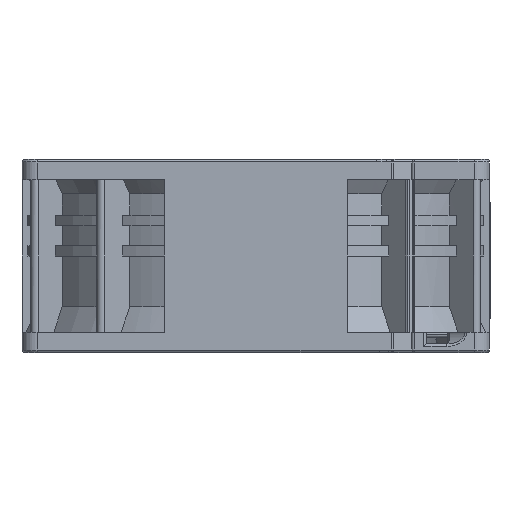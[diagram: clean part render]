
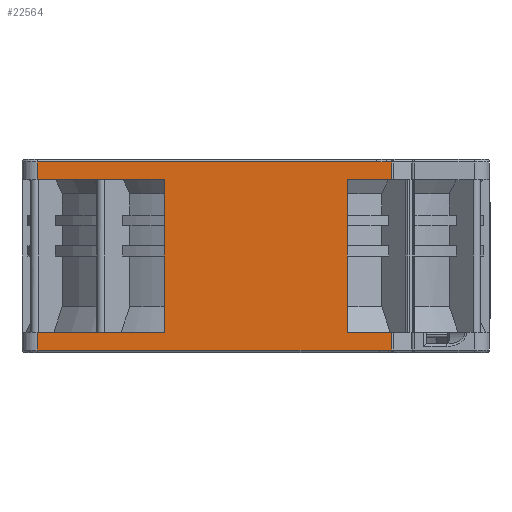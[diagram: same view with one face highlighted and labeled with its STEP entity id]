
A CAD part, left-side view. The second image highlights one B-rep face of the part: STEP entity #22564.
In plain terms, the highlighted planar face has unit normal (-1, 0, 0).
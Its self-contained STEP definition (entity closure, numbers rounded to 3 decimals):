
#1926=DIRECTION('',(0.,-1.,0.));
#1927=VECTOR('',#1926,25.);
#1928=CARTESIAN_POINT('',(-46.,43.,13.2));
#1929=LINE('',#1928,#1927);
#1930=DIRECTION('',(0.,-1.,0.));
#1931=VECTOR('',#1930,8.805);
#1932=CARTESIAN_POINT('',(-46.,-18.,13.2));
#1933=LINE('',#1932,#1931);
#1934=DIRECTION('',(0.,0.,1.));
#1935=VECTOR('',#1934,30.);
#1936=CARTESIAN_POINT('',(-46.,-18.,-16.8));
#1937=LINE('',#1936,#1935);
#1938=DIRECTION('',(0.,1.,0.));
#1939=VECTOR('',#1938,8.805);
#1940=CARTESIAN_POINT('',(-46.,-26.805,-16.8));
#1941=LINE('',#1940,#1939);
#1942=DIRECTION('',(0.,1.,0.));
#1943=VECTOR('',#1942,25.);
#1944=CARTESIAN_POINT('',(-46.,18.,-16.8));
#1945=LINE('',#1944,#1943);
#1946=DIRECTION('',(0.,0.,-1.));
#1947=VECTOR('',#1946,30.);
#1948=CARTESIAN_POINT('',(-46.,18.,13.2));
#1949=LINE('',#1948,#1947);
#3986=DIRECTION('',(0.,1.,0.));
#3987=VECTOR('',#3986,67.3);
#3988=CARTESIAN_POINT('',(-46.,-24.3,-20.3));
#3989=LINE('',#3988,#3987);
#3999=DIRECTION('',(0.,1.,0.));
#4000=VECTOR('',#3999,1.9);
#4001=CARTESIAN_POINT('',(-46.,-26.2,-20.3));
#4002=LINE('',#4001,#4000);
#4012=DIRECTION('',(0.,1.,0.));
#4013=VECTOR('',#4012,0.605);
#4014=CARTESIAN_POINT('',(-46.,-26.805,-20.3));
#4015=LINE('',#4014,#4013);
#4050=DIRECTION('',(0.,0.,-1.));
#4051=VECTOR('',#4050,3.5);
#4052=CARTESIAN_POINT('',(-46.,-26.805,-16.8));
#4053=LINE('',#4052,#4051);
#4062=DIRECTION('',(0.,0.,1.));
#4063=VECTOR('',#4062,3.5);
#4064=CARTESIAN_POINT('',(-46.,43.,-20.3));
#4065=LINE('',#4064,#4063);
#5469=DIRECTION('',(0.,-1.,0.));
#5470=VECTOR('',#5469,66.8);
#5471=CARTESIAN_POINT('',(-46.,43.,16.7));
#5472=LINE('',#5471,#5470);
#5477=DIRECTION('',(0.,-1.,0.));
#5478=VECTOR('',#5477,1.9);
#5479=CARTESIAN_POINT('',(-46.,-23.8,16.7));
#5480=LINE('',#5479,#5478);
#5490=DIRECTION('',(0.,-1.,0.));
#5491=VECTOR('',#5490,1.105);
#5492=CARTESIAN_POINT('',(-46.,-25.7,16.7));
#5493=LINE('',#5492,#5491);
#5522=DIRECTION('',(0.,0.,-1.));
#5523=VECTOR('',#5522,3.5);
#5524=CARTESIAN_POINT('',(-46.,-26.805,16.7));
#5525=LINE('',#5524,#5523);
#5534=DIRECTION('',(0.,0.,1.));
#5535=VECTOR('',#5534,3.5);
#5536=CARTESIAN_POINT('',(-46.,43.,13.2));
#5537=LINE('',#5536,#5535);
#17058=CARTESIAN_POINT('',(-46.,-26.805,-16.8));
#17059=CARTESIAN_POINT('',(-46.,-18.,-16.8));
#17060=VERTEX_POINT('',#17058);
#17061=VERTEX_POINT('',#17059);
#17615=CARTESIAN_POINT('',(-46.,18.,-16.8));
#17616=CARTESIAN_POINT('',(-46.,43.,-16.8));
#17617=VERTEX_POINT('',#17615);
#17618=VERTEX_POINT('',#17616);
#17619=CARTESIAN_POINT('',(-46.,-26.2,-20.3));
#17620=CARTESIAN_POINT('',(-46.,-24.3,-20.3));
#17621=VERTEX_POINT('',#17619);
#17622=VERTEX_POINT('',#17620);
#17623=CARTESIAN_POINT('',(-46.,-26.805,-20.3));
#17624=VERTEX_POINT('',#17623);
#17627=CARTESIAN_POINT('',(-46.,43.,-20.3));
#17628=VERTEX_POINT('',#17627);
#17629=CARTESIAN_POINT('',(-46.,43.,13.2));
#17630=CARTESIAN_POINT('',(-46.,18.,13.2));
#17631=VERTEX_POINT('',#17629);
#17632=VERTEX_POINT('',#17630);
#19317=CARTESIAN_POINT('',(-46.,-26.805,16.7));
#19318=VERTEX_POINT('',#19317);
#19322=CARTESIAN_POINT('',(-46.,43.,16.7));
#19324=VERTEX_POINT('',#19322);
#19349=CARTESIAN_POINT('',(-46.,-26.805,13.2));
#19350=VERTEX_POINT('',#19349);
#19391=CARTESIAN_POINT('',(-46.,-18.,13.2));
#19392=VERTEX_POINT('',#19391);
#19393=CARTESIAN_POINT('',(-46.,-25.7,16.7));
#19394=VERTEX_POINT('',#19393);
#19395=CARTESIAN_POINT('',(-46.,-23.8,16.7));
#19396=VERTEX_POINT('',#19395);
#22528=CARTESIAN_POINT('',(-46.,-46.,17.2));
#22529=DIRECTION('',(1.,0.,0.));
#22530=DIRECTION('',(0.,0.,-1.));
#22531=AXIS2_PLACEMENT_3D('',#22528,#22529,#22530);
#22532=PLANE('',#22531);
#22534=ORIENTED_EDGE('',*,*,#22533,.F.);
#22536=ORIENTED_EDGE('',*,*,#22535,.T.);
#22538=ORIENTED_EDGE('',*,*,#22537,.T.);
#22540=ORIENTED_EDGE('',*,*,#22539,.T.);
#22542=ORIENTED_EDGE('',*,*,#22541,.T.);
#22544=ORIENTED_EDGE('',*,*,#22543,.T.);
#22545=ORIENTED_EDGE('',*,*,#22388,.F.);
#22546=ORIENTED_EDGE('',*,*,#22431,.F.);
#22547=ORIENTED_EDGE('',*,*,#22507,.F.);
#22549=ORIENTED_EDGE('',*,*,#22548,.T.);
#22551=ORIENTED_EDGE('',*,*,#22550,.T.);
#22553=ORIENTED_EDGE('',*,*,#22552,.T.);
#22555=ORIENTED_EDGE('',*,*,#22554,.T.);
#22557=ORIENTED_EDGE('',*,*,#22556,.T.);
#22559=ORIENTED_EDGE('',*,*,#22558,.F.);
#22561=ORIENTED_EDGE('',*,*,#22560,.F.);
#22562=EDGE_LOOP('',(#22534,#22536,#22538,#22540,#22542,#22544,#22545,#22546,
#22547,#22549,#22551,#22553,#22555,#22557,#22559,#22561));
#22563=FACE_OUTER_BOUND('',#22562,.F.);
#22564=ADVANCED_FACE('',(#22563),#22532,.F.);
#22388=EDGE_CURVE('',#19392,#19350,#1933,.T.);
#22431=EDGE_CURVE('',#17061,#19392,#1937,.T.);
#22507=EDGE_CURVE('',#17060,#17061,#1941,.T.);
#22533=EDGE_CURVE('',#17631,#17632,#1929,.T.);
#22535=EDGE_CURVE('',#17631,#19324,#5537,.T.);
#22537=EDGE_CURVE('',#19324,#19396,#5472,.T.);
#22539=EDGE_CURVE('',#19396,#19394,#5480,.T.);
#22541=EDGE_CURVE('',#19394,#19318,#5493,.T.);
#22543=EDGE_CURVE('',#19318,#19350,#5525,.T.);
#22548=EDGE_CURVE('',#17060,#17624,#4053,.T.);
#22550=EDGE_CURVE('',#17624,#17621,#4015,.T.);
#22552=EDGE_CURVE('',#17621,#17622,#4002,.T.);
#22554=EDGE_CURVE('',#17622,#17628,#3989,.T.);
#22556=EDGE_CURVE('',#17628,#17618,#4065,.T.);
#22558=EDGE_CURVE('',#17617,#17618,#1945,.T.);
#22560=EDGE_CURVE('',#17632,#17617,#1949,.T.);
